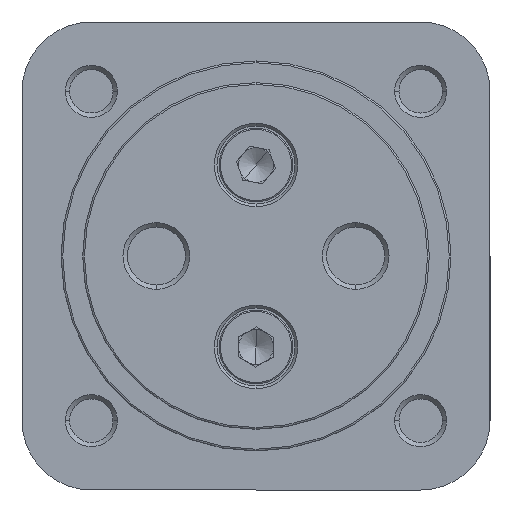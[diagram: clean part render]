
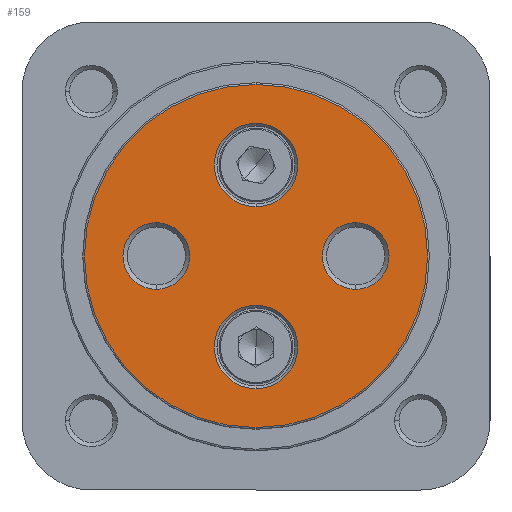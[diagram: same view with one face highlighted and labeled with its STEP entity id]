
A CAD part, left-side view. The second image highlights one B-rep face of the part: STEP entity #159.
In plain terms, the highlighted planar face has unit normal (-1, 0, 0).
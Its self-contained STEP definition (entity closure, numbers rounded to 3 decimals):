
#159 = ADVANCED_FACE ( 'NONE', ( #7409, #7415, #7417, #7419, #7405 ), #2917, .F. ) ;
#304 = VERTEX_POINT ( 'NONE', #3417 ) ;
#320 = VERTEX_POINT ( 'NONE', #3431 ) ;
#340 = VERTEX_POINT ( 'NONE', #3448 ) ;
#384 = VERTEX_POINT ( 'NONE', #3482 ) ;
#419 = VERTEX_POINT ( 'NONE', #3511 ) ;
#693 = VERTEX_POINT ( 'NONE', #3667 ) ;
#767 = VERTEX_POINT ( 'NONE', #3695 ) ;
#828 = VERTEX_POINT ( 'NONE', #3756 ) ;
#838 = VERTEX_POINT ( 'NONE', #3766 ) ;
#883 = VERTEX_POINT ( 'NONE', #3788 ) ;
#1415 = CIRCLE ( 'NONE', #7603, 3.85 ) ;
#1661 = ORIENTED_EDGE ( 'NONE', *, *, #8064, .T. ) ;
#1741 = ORIENTED_EDGE ( 'NONE', *, *, #8016, .T. ) ;
#1763 = ORIENTED_EDGE ( 'NONE', *, *, #8015, .T. ) ;
#1765 = ORIENTED_EDGE ( 'NONE', *, *, #7969, .T. ) ;
#2107 = CARTESIAN_POINT ( 'NONE',  ( 0., 11.5, 0. ) ) ;
#2120 = DIRECTION ( 'NONE',  ( 1., 0., 0. ) ) ;
#2121 = DIRECTION ( 'NONE',  ( 0., 0., -1. ) ) ;
#2908 = CARTESIAN_POINT ( 'NONE',  ( 0., 0., 0. ) ) ;
#2917 = PLANE ( 'NONE',  #5833 ) ;
#2920 = DIRECTION ( 'NONE',  ( 1., 0., 0. ) ) ;
#2921 = DIRECTION ( 'NONE',  ( 0., 0., -1. ) ) ;
#3417 = CARTESIAN_POINT ( 'NONE',  ( 0., 0., 15.3 ) ) ;
#3431 = CARTESIAN_POINT ( 'NONE',  ( 0., 11.5, -3.85 ) ) ;
#3448 = CARTESIAN_POINT ( 'NONE',  ( 0., 0., 5.7 ) ) ;
#3482 = CARTESIAN_POINT ( 'NONE',  ( 0., 0., -19.8 ) ) ;
#3511 = CARTESIAN_POINT ( 'NONE',  ( 0., 0., 19.8 ) ) ;
#3667 = CARTESIAN_POINT ( 'NONE',  ( 0., 11.5, 3.85 ) ) ;
#3695 = CARTESIAN_POINT ( 'NONE',  ( 0., 0., -5.7 ) ) ;
#3756 = CARTESIAN_POINT ( 'NONE',  ( 0., 0., -15.3 ) ) ;
#3766 = CARTESIAN_POINT ( 'NONE',  ( 0., -11.5, 3.85 ) ) ;
#3788 = CARTESIAN_POINT ( 'NONE',  ( 0., -11.5, -3.85 ) ) ;
#4271 = CARTESIAN_POINT ( 'NONE',  ( 0., 0., 10.5 ) ) ;
#4276 = DIRECTION ( 'NONE',  ( 1., 0., 0. ) ) ;
#4277 = DIRECTION ( 'NONE',  ( 0., 0., -1. ) ) ;
#4278 = CARTESIAN_POINT ( 'NONE',  ( 0., -11.5, 0. ) ) ;
#4279 = DIRECTION ( 'NONE',  ( 1., 0., 0. ) ) ;
#4280 = DIRECTION ( 'NONE',  ( 0., 0., -1. ) ) ;
#4311 = CARTESIAN_POINT ( 'NONE',  ( 0., -11.5, 0. ) ) ;
#4312 = DIRECTION ( 'NONE',  ( 1., 0., 0. ) ) ;
#4313 = DIRECTION ( 'NONE',  ( 0., 0., -1. ) ) ;
#4350 = CARTESIAN_POINT ( 'NONE',  ( 0., 0., -10.5 ) ) ;
#4351 = DIRECTION ( 'NONE',  ( 1., 0., 0. ) ) ;
#4352 = DIRECTION ( 'NONE',  ( 0., 0., -1. ) ) ;
#4403 = CARTESIAN_POINT ( 'NONE',  ( 0., 11.5, 0. ) ) ;
#4409 = DIRECTION ( 'NONE',  ( 1., 0., 0. ) ) ;
#4410 = DIRECTION ( 'NONE',  ( 0., 0., -1. ) ) ;
#4508 = CARTESIAN_POINT ( 'NONE',  ( 0., 0., 0. ) ) ;
#4519 = DIRECTION ( 'NONE',  ( -1., 0., 0. ) ) ;
#4520 = DIRECTION ( 'NONE',  ( 0., 0., -1. ) ) ;
#4521 = CARTESIAN_POINT ( 'NONE',  ( 0., 0., 10.5 ) ) ;
#4522 = DIRECTION ( 'NONE',  ( 1., 0., 0. ) ) ;
#4523 = DIRECTION ( 'NONE',  ( 0., 0., -1. ) ) ;
#4634 = CARTESIAN_POINT ( 'NONE',  ( 0., 0., -10.5 ) ) ;
#4642 = DIRECTION ( 'NONE',  ( 1., 0., 0. ) ) ;
#4643 = DIRECTION ( 'NONE',  ( 0., 0., -1. ) ) ;
#4708 = CARTESIAN_POINT ( 'NONE',  ( 0., 0., 0. ) ) ;
#4715 = DIRECTION ( 'NONE',  ( -1., 0., 0. ) ) ;
#4716 = DIRECTION ( 'NONE',  ( 0., 0., -1. ) ) ;
#5677 = CIRCLE ( 'NONE', #8517, 4.8 ) ;
#5680 = CIRCLE ( 'NONE', #8521, 3.85 ) ;
#5716 = CIRCLE ( 'NONE', #8462, 3.85 ) ;
#5761 = CIRCLE ( 'NONE', #8509, 4.8 ) ;
#5830 = CIRCLE ( 'NONE', #8461, 3.85 ) ;
#5833 = AXIS2_PLACEMENT_3D ( 'NONE', #2908, #2920, #2921 ) ;
#5958 = CIRCLE ( 'NONE', #7484, 19.8 ) ;
#5959 = CIRCLE ( 'NONE', #7486, 4.8 ) ;
#6038 = CIRCLE ( 'NONE', #7505, 4.8 ) ;
#6099 = CIRCLE ( 'NONE', #7526, 19.8 ) ;
#6402 = ORIENTED_EDGE ( 'NONE', *, *, #7918, .T. ) ;
#6698 = ORIENTED_EDGE ( 'NONE', *, *, #7932, .T. ) ;
#6735 = ORIENTED_EDGE ( 'NONE', *, *, #8386, .T. ) ;
#6746 = ORIENTED_EDGE ( 'NONE', *, *, #7919, .T. ) ;
#6795 = ORIENTED_EDGE ( 'NONE', *, *, #7947, .T. ) ;
#6853 = ORIENTED_EDGE ( 'NONE', *, *, #8094, .T. ) ;
#6912 = EDGE_LOOP ( 'NONE', ( #6795, #1661 ) ) ;
#6929 = EDGE_LOOP ( 'NONE', ( #6698, #6746 ) ) ;
#6964 = EDGE_LOOP ( 'NONE', ( #1741, #6402 ) ) ;
#6983 = EDGE_LOOP ( 'NONE', ( #6853, #1763 ) ) ;
#6985 = EDGE_LOOP ( 'NONE', ( #1765, #6735 ) ) ;
#7405 = FACE_BOUND ( 'NONE', #6985, .T. ) ;
#7409 = FACE_OUTER_BOUND ( 'NONE', #6983, .T. ) ;
#7415 = FACE_BOUND ( 'NONE', #6912, .T. ) ;
#7417 = FACE_BOUND ( 'NONE', #6964, .T. ) ;
#7419 = FACE_BOUND ( 'NONE', #6929, .T. ) ;
#7484 = AXIS2_PLACEMENT_3D ( 'NONE', #4508, #4519, #4520 ) ;
#7486 = AXIS2_PLACEMENT_3D ( 'NONE', #4521, #4522, #4523 ) ;
#7505 = AXIS2_PLACEMENT_3D ( 'NONE', #4634, #4642, #4643 ) ;
#7526 = AXIS2_PLACEMENT_3D ( 'NONE', #4708, #4715, #4716 ) ;
#7603 = AXIS2_PLACEMENT_3D ( 'NONE', #2107, #2120, #2121 ) ;
#7918 = EDGE_CURVE ( 'NONE', #340, #304, #5677, .T. ) ;
#7919 = EDGE_CURVE ( 'NONE', #883, #838, #5680, .T. ) ;
#7932 = EDGE_CURVE ( 'NONE', #838, #883, #5716, .T. ) ;
#7947 = EDGE_CURVE ( 'NONE', #767, #828, #5761, .T. ) ;
#7969 = EDGE_CURVE ( 'NONE', #693, #320, #5830, .T. ) ;
#8015 = EDGE_CURVE ( 'NONE', #419, #384, #5958, .T. ) ;
#8016 = EDGE_CURVE ( 'NONE', #304, #340, #5959, .T. ) ;
#8064 = EDGE_CURVE ( 'NONE', #828, #767, #6038, .T. ) ;
#8094 = EDGE_CURVE ( 'NONE', #384, #419, #6099, .T. ) ;
#8386 = EDGE_CURVE ( 'NONE', #320, #693, #1415, .T. ) ;
#8461 = AXIS2_PLACEMENT_3D ( 'NONE', #4403, #4409, #4410 ) ;
#8462 = AXIS2_PLACEMENT_3D ( 'NONE', #4311, #4312, #4313 ) ;
#8509 = AXIS2_PLACEMENT_3D ( 'NONE', #4350, #4351, #4352 ) ;
#8517 = AXIS2_PLACEMENT_3D ( 'NONE', #4271, #4276, #4277 ) ;
#8521 = AXIS2_PLACEMENT_3D ( 'NONE', #4278, #4279, #4280 ) ;
